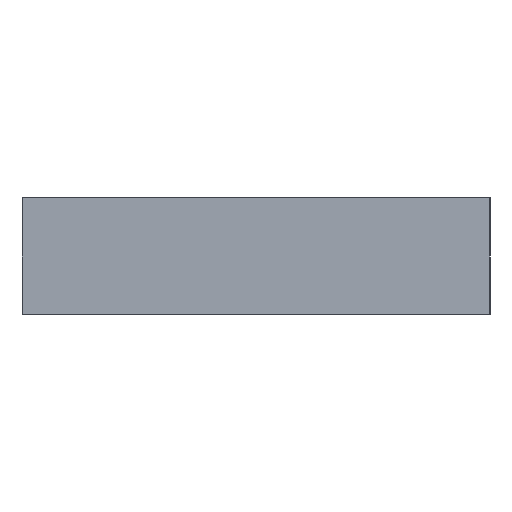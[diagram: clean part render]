
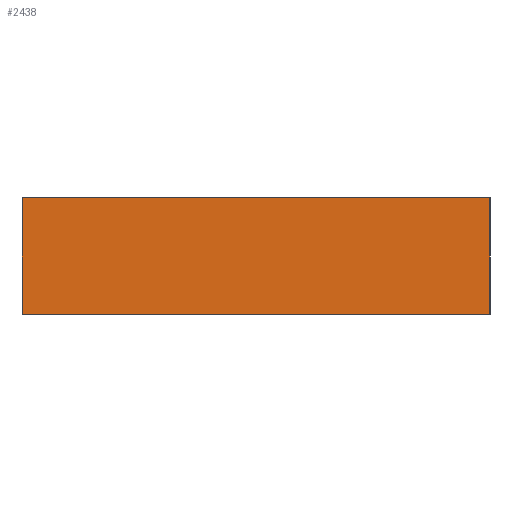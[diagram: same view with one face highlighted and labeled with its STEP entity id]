
A CAD part, left-side view. The second image highlights one B-rep face of the part: STEP entity #2438.
In plain terms, the highlighted planar face has unit normal (-1, 0, 0).
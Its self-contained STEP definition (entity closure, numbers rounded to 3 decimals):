
#62 = LINE ( 'NONE', #2059, #2858 ) ;
#92 = LINE ( 'NONE', #3261, #2889 ) ;
#432 = ORIENTED_EDGE ( 'NONE', *, *, #3651, .T. ) ;
#501 = DIRECTION ( 'NONE',  ( 0., 0., -1. ) ) ;
#526 = FACE_OUTER_BOUND ( 'NONE', #4286, .T. ) ;
#647 = LINE ( 'NONE', #1409, #1317 ) ;
#676 = CARTESIAN_POINT ( 'NONE',  ( -100., -10., 0. ) ) ;
#1018 = DIRECTION ( 'NONE',  ( 0., -1., 0. ) ) ;
#1039 = VERTEX_POINT ( 'NONE', #676 ) ;
#1155 = CARTESIAN_POINT ( 'NONE',  ( -100., 10., 5. ) ) ;
#1188 = VERTEX_POINT ( 'NONE', #1462 ) ;
#1317 = VECTOR ( 'NONE', #1018, 1000. ) ;
#1322 = CARTESIAN_POINT ( 'NONE',  ( -100., 10., 5. ) ) ;
#1409 = CARTESIAN_POINT ( 'NONE',  ( -100., 10., 0. ) ) ;
#1448 = EDGE_CURVE ( 'NONE', #2445, #1039, #92, .T. ) ;
#1462 = CARTESIAN_POINT ( 'NONE',  ( -100., 10., 0. ) ) ;
#1471 = ORIENTED_EDGE ( 'NONE', *, *, #1448, .F. ) ;
#1985 = VECTOR ( 'NONE', #3191, 1000. ) ;
#2013 = DIRECTION ( 'NONE',  ( 0., 0., -1. ) ) ;
#2059 = CARTESIAN_POINT ( 'NONE',  ( -100., 10., 5. ) ) ;
#2202 = DIRECTION ( 'NONE',  ( 1., 0., 0. ) ) ;
#2373 = EDGE_CURVE ( 'NONE', #3924, #1188, #62, .T. ) ;
#2408 = CARTESIAN_POINT ( 'NONE',  ( -100., 10., 5. ) ) ;
#2438 = ADVANCED_FACE ( 'NONE', ( #526 ), #4910, .F. ) ;
#2445 = VERTEX_POINT ( 'NONE', #4097 ) ;
#2858 = VECTOR ( 'NONE', #3648, 1000. ) ;
#2889 = VECTOR ( 'NONE', #2013, 1000. ) ;
#3191 = DIRECTION ( 'NONE',  ( 0., -1., 0. ) ) ;
#3261 = CARTESIAN_POINT ( 'NONE',  ( -100., -10., 5. ) ) ;
#3521 = AXIS2_PLACEMENT_3D ( 'NONE', #1322, #2202, #501 ) ;
#3648 = DIRECTION ( 'NONE',  ( 0., 0., -1. ) ) ;
#3651 = EDGE_CURVE ( 'NONE', #1188, #1039, #647, .T. ) ;
#3748 = EDGE_CURVE ( 'NONE', #3924, #2445, #5195, .T. ) ;
#3924 = VERTEX_POINT ( 'NONE', #2408 ) ;
#4097 = CARTESIAN_POINT ( 'NONE',  ( -100., -10., 5. ) ) ;
#4286 = EDGE_LOOP ( 'NONE', ( #432, #1471, #4730, #4425 ) ) ;
#4425 = ORIENTED_EDGE ( 'NONE', *, *, #2373, .T. ) ;
#4730 = ORIENTED_EDGE ( 'NONE', *, *, #3748, .F. ) ;
#4910 = PLANE ( 'NONE',  #3521 ) ;
#5195 = LINE ( 'NONE', #1155, #1985 ) ;
